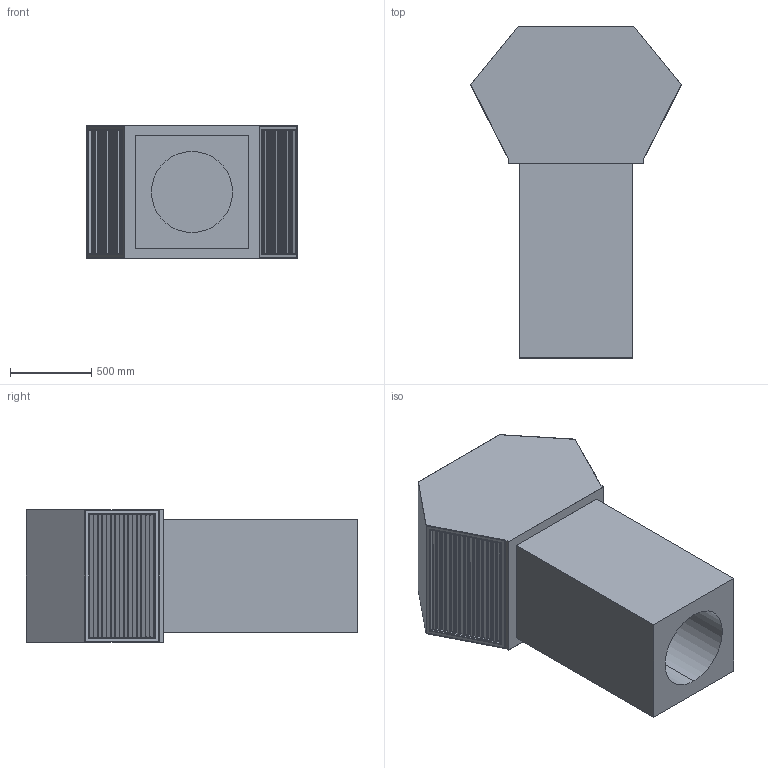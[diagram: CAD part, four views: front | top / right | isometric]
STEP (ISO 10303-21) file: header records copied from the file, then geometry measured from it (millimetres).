
FILE_DESCRIPTION (( 'STEP AP203' ), '1' );
FILE_NAME ('TBHA 11_12.STEP', '2014-08-11T06:22:05', ( '' ), ( '' ), 'SwSTEP 2.0', 'SolidWorks 2014', '' );
FILE_SCHEMA (( 'CONFIG_CONTROL_DESIGN' ));
Length unit declared in the file: millimetre
Products named in the file (5): GH ram_TBHA4; tLamell-200_760; galler 3m_TBHA4; TBHA2_TBHA4a; TBHA 11_12
Assembly tree (19 placements, depth 3):
  TBHA 11_12
    TBHA2_TBHA4a
    galler 3m_TBHA4  x2
      GH ram_TBHA4
      tLamell-200_760
Bounding box: 1300 x 2047.35 x 820 mm (x, y, z)
Volume: 363615759.5 mm3; surface area: 16747133.4 mm2
Topology: 41 solids, 41 shells, 860 faces, 1834 edges, 1060 vertices
Faces by surface type: plane 674, cylinder 186
Entity records: 4203 total; most frequent: CARTESIAN_POINT 577, DIRECTION 562, ORIENTED_EDGE 536, EDGE_CURVE 268, VECTOR 248, LINE 248, VERTEX_POINT 172, AXIS2_PLACEMENT_3D 157
